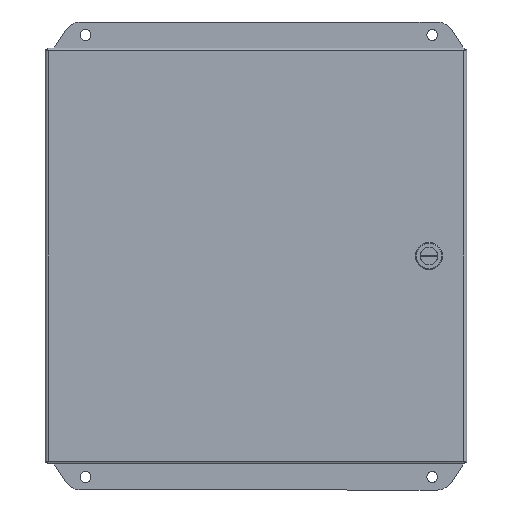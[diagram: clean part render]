
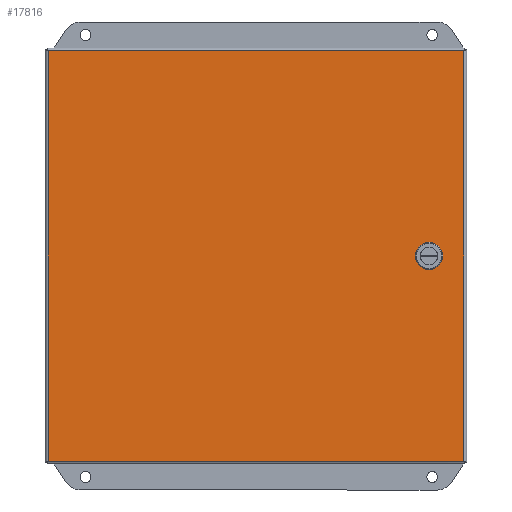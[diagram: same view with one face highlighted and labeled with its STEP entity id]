
A CAD part, front view. The second image highlights one B-rep face of the part: STEP entity #17816.
In plain terms, the highlighted planar face has unit normal (0, -1, 0).
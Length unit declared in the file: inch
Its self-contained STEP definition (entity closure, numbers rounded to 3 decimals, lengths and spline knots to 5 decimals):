
#522 = DIRECTION ( 'NONE',  ( 0., 0., -1. ) ) ;
#592 = VECTOR ( 'NONE', #3309, 39.37008 ) ;
#860 = DIRECTION ( 'NONE',  ( 0., 0., -1. ) ) ;
#1105 = VECTOR ( 'NONE', #860, 39.37008 ) ;
#1221 = ORIENTED_EDGE ( 'NONE', *, *, #13193, .F. ) ;
#1426 = DIRECTION ( 'NONE',  ( -0.707, 0., -0.707 ) ) ;
#1532 = LINE ( 'NONE', #19307, #20486 ) ;
#1559 = CARTESIAN_POINT ( 'NONE',  ( 4.98237, -4.61133, 0.331 ) ) ;
#2029 = LINE ( 'NONE', #15068, #12064 ) ;
#2128 = CARTESIAN_POINT ( 'NONE',  ( -6.07322, -4.61133, -5.914 ) ) ;
#2168 = VECTOR ( 'NONE', #13752, 39.37008 ) ;
#2369 = EDGE_LOOP ( 'NONE', ( #8437, #12428, #8583, #18433 ) ) ;
#2532 = LINE ( 'NONE', #15568, #17727 ) ;
#2615 = DIRECTION ( 'NONE',  ( 0., 0., -1. ) ) ;
#2788 = VECTOR ( 'NONE', #18129, 39.37008 ) ;
#2816 = DIRECTION ( 'NONE',  ( 0.707, 0., -0.707 ) ) ;
#2853 = CARTESIAN_POINT ( 'NONE',  ( -6.07322, -4.61133, 5.914 ) ) ;
#3073 = ORIENTED_EDGE ( 'NONE', *, *, #17849, .F. ) ;
#3269 = AXIS2_PLACEMENT_3D ( 'NONE', #8966, #4119, #2615 ) ;
#3309 = DIRECTION ( 'NONE',  ( -1., 0., 0. ) ) ;
#3500 = ORIENTED_EDGE ( 'NONE', *, *, #18599, .F. ) ;
#3514 = VERTEX_POINT ( 'NONE', #20911 ) ;
#3860 = DIRECTION ( 'NONE',  ( 1., 0., 0. ) ) ;
#4040 = DIRECTION ( 'NONE',  ( -1., 0., 0. ) ) ;
#4119 = DIRECTION ( 'NONE',  ( 0., -1., 0. ) ) ;
#4619 = VERTEX_POINT ( 'NONE', #15097 ) ;
#4825 = CARTESIAN_POINT ( 'NONE',  ( 4.57578, -4.61133, 0.07559 ) ) ;
#5782 = CARTESIAN_POINT ( 'NONE',  ( 5.23778, -4.61133, 0.07559 ) ) ;
#5869 = CARTESIAN_POINT ( 'NONE',  ( 5.91278, -4.61133, -5.914 ) ) ;
#6517 = CARTESIAN_POINT ( 'NONE',  ( 4.83119, -4.61133, 0.331 ) ) ;
#6669 = EDGE_CURVE ( 'NONE', #3514, #16298, #16881, .T. ) ;
#7918 = CARTESIAN_POINT ( 'NONE',  ( 4.83119, -4.61133, -0.331 ) ) ;
#8177 = CARTESIAN_POINT ( 'NONE',  ( 5.23778, -4.61133, -0.07559 ) ) ;
#8291 = EDGE_CURVE ( 'NONE', #16298, #15672, #13661, .T. ) ;
#8375 = ORIENTED_EDGE ( 'NONE', *, *, #14268, .F. ) ;
#8437 = ORIENTED_EDGE ( 'NONE', *, *, #19076, .T. ) ;
#8583 = ORIENTED_EDGE ( 'NONE', *, *, #8291, .T. ) ;
#8966 = CARTESIAN_POINT ( 'NONE',  ( -6.07322, -4.61133, -5.914 ) ) ;
#9345 = ORIENTED_EDGE ( 'NONE', *, *, #12012, .F. ) ;
#9372 = CARTESIAN_POINT ( 'NONE',  ( 4.98237, -4.61133, -0.331 ) ) ;
#9584 = ORIENTED_EDGE ( 'NONE', *, *, #13402, .F. ) ;
#10310 = LINE ( 'NONE', #5782, #13563 ) ;
#10355 = ORIENTED_EDGE ( 'NONE', *, *, #15315, .F. ) ;
#10861 = DIRECTION ( 'NONE',  ( 0.707, 0., 0.707 ) ) ;
#11036 = VERTEX_POINT ( 'NONE', #16078 ) ;
#11356 = ORIENTED_EDGE ( 'NONE', *, *, #17441, .F. ) ;
#11627 = VERTEX_POINT ( 'NONE', #1559 ) ;
#11693 = VECTOR ( 'NONE', #522, 39.37008 ) ;
#12012 = EDGE_CURVE ( 'NONE', #15907, #19552, #2029, .T. ) ;
#12031 = CARTESIAN_POINT ( 'NONE',  ( -6.07322, -4.61133, -5.914 ) ) ;
#12064 = VECTOR ( 'NONE', #3860, 39.37008 ) ;
#12253 = CARTESIAN_POINT ( 'NONE',  ( -6.07322, -4.61133, -5.914 ) ) ;
#12353 = DIRECTION ( 'NONE',  ( 0., 0., 1. ) ) ;
#12428 = ORIENTED_EDGE ( 'NONE', *, *, #6669, .T. ) ;
#13193 = EDGE_CURVE ( 'NONE', #11036, #11627, #18621, .T. ) ;
#13225 = CARTESIAN_POINT ( 'NONE',  ( -6.07322, -4.61133, 5.914 ) ) ;
#13402 = EDGE_CURVE ( 'NONE', #19552, #20844, #19053, .T. ) ;
#13449 = CARTESIAN_POINT ( 'NONE',  ( 4.57578, -4.61133, -0.07559 ) ) ;
#13563 = VECTOR ( 'NONE', #12353, 39.37008 ) ;
#13661 = LINE ( 'NONE', #12253, #11693 ) ;
#13752 = DIRECTION ( 'NONE',  ( 1., 0., 0. ) ) ;
#14268 = EDGE_CURVE ( 'NONE', #18491, #15907, #16169, .T. ) ;
#14437 = VECTOR ( 'NONE', #16693, 39.37008 ) ;
#14882 = EDGE_CURVE ( 'NONE', #15672, #4619, #18500, .T. ) ;
#15050 = VERTEX_POINT ( 'NONE', #6517 ) ;
#15068 = CARTESIAN_POINT ( 'NONE',  ( 4.98237, -4.61133, -0.331 ) ) ;
#15097 = CARTESIAN_POINT ( 'NONE',  ( 5.91278, -4.61133, -5.914 ) ) ;
#15192 = LINE ( 'NONE', #17343, #1105 ) ;
#15315 = EDGE_CURVE ( 'NONE', #17317, #18491, #15192, .T. ) ;
#15543 = PLANE ( 'NONE',  #3269 ) ;
#15568 = CARTESIAN_POINT ( 'NONE',  ( 4.83119, -4.61133, 0.331 ) ) ;
#15672 = VERTEX_POINT ( 'NONE', #12031 ) ;
#15907 = VERTEX_POINT ( 'NONE', #7918 ) ;
#16078 = CARTESIAN_POINT ( 'NONE',  ( 5.23778, -4.61133, 0.07559 ) ) ;
#16162 = VECTOR ( 'NONE', #10861, 39.37008 ) ;
#16169 = LINE ( 'NONE', #17577, #17978 ) ;
#16298 = VERTEX_POINT ( 'NONE', #2853 ) ;
#16462 = EDGE_LOOP ( 'NONE', ( #9345, #8375, #10355, #3073, #11356, #1221, #3500, #9584 ) ) ;
#16693 = DIRECTION ( 'NONE',  ( -0.707, 0., 0.707 ) ) ;
#16881 = LINE ( 'NONE', #13225, #592 ) ;
#17161 = FACE_BOUND ( 'NONE', #16462, .T. ) ;
#17317 = VERTEX_POINT ( 'NONE', #4825 ) ;
#17343 = CARTESIAN_POINT ( 'NONE',  ( 4.57578, -4.61133, -0.07559 ) ) ;
#17376 = FACE_OUTER_BOUND ( 'NONE', #2369, .T. ) ;
#17441 = EDGE_CURVE ( 'NONE', #11627, #15050, #2532, .T. ) ;
#17577 = CARTESIAN_POINT ( 'NONE',  ( 4.83119, -4.61133, -0.331 ) ) ;
#17727 = VECTOR ( 'NONE', #4040, 39.37008 ) ;
#17816 = ADVANCED_FACE ( 'NONE', ( #17161, #17376 ), #15543, .T. ) ;
#17849 = EDGE_CURVE ( 'NONE', #15050, #17317, #1532, .T. ) ;
#17910 = LINE ( 'NONE', #5869, #2788 ) ;
#17978 = VECTOR ( 'NONE', #2816, 39.37008 ) ;
#18129 = DIRECTION ( 'NONE',  ( 0., 0., 1. ) ) ;
#18433 = ORIENTED_EDGE ( 'NONE', *, *, #14882, .T. ) ;
#18491 = VERTEX_POINT ( 'NONE', #13449 ) ;
#18500 = LINE ( 'NONE', #2128, #2168 ) ;
#18599 = EDGE_CURVE ( 'NONE', #20844, #11036, #10310, .T. ) ;
#18621 = LINE ( 'NONE', #20024, #14437 ) ;
#19053 = LINE ( 'NONE', #19156, #16162 ) ;
#19076 = EDGE_CURVE ( 'NONE', #4619, #3514, #17910, .T. ) ;
#19156 = CARTESIAN_POINT ( 'NONE',  ( 5.23778, -4.61133, -0.07559 ) ) ;
#19307 = CARTESIAN_POINT ( 'NONE',  ( 4.57578, -4.61133, 0.07559 ) ) ;
#19552 = VERTEX_POINT ( 'NONE', #9372 ) ;
#20024 = CARTESIAN_POINT ( 'NONE',  ( 4.98237, -4.61133, 0.331 ) ) ;
#20486 = VECTOR ( 'NONE', #1426, 39.37008 ) ;
#20844 = VERTEX_POINT ( 'NONE', #8177 ) ;
#20911 = CARTESIAN_POINT ( 'NONE',  ( 5.91278, -4.61133, 5.914 ) ) ;
